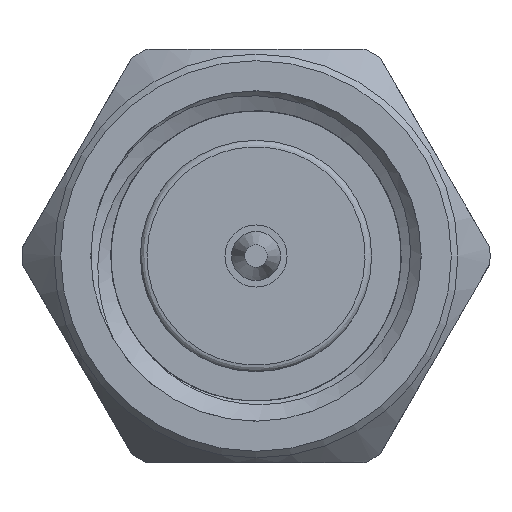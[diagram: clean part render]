
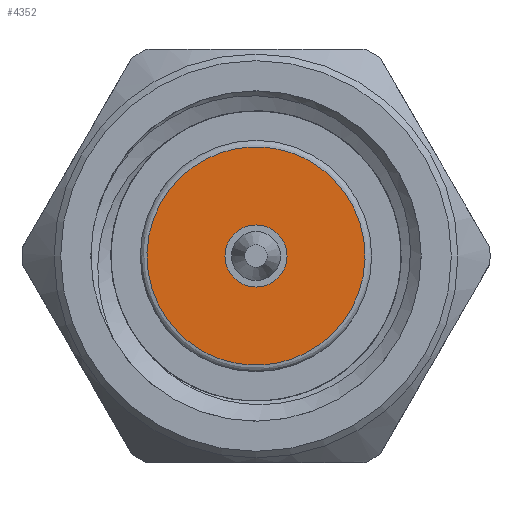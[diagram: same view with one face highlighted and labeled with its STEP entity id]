
A CAD part, left-side view. The second image highlights one B-rep face of the part: STEP entity #4352.
In plain terms, the highlighted planar face has unit normal (-1, 0, 0).
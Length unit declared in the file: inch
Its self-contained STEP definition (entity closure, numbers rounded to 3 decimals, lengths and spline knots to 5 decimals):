
#575 = FACE_OUTER_BOUND ( 'NONE', #3857, .T. ) ;
#681 = CARTESIAN_POINT ( 'NONE',  ( 0.1, -0.04125, 0.07145 ) ) ;
#897 = EDGE_LOOP ( 'NONE', ( #3693 ) ) ;
#919 = PLANE ( 'NONE',  #3793 ) ;
#1146 = VERTEX_POINT ( 'NONE', #1567 ) ;
#1338 = FACE_BOUND ( 'NONE', #897, .T. ) ;
#1414 = EDGE_CURVE ( 'NONE', #2739, #5241, #3041, .T. ) ;
#1418 = CARTESIAN_POINT ( 'NONE',  ( 0.1, -0.18414, -0.01105 ) ) ;
#1432 = CARTESIAN_POINT ( 'NONE',  ( 0.1, 0., 0. ) ) ;
#1567 = CARTESIAN_POINT ( 'NONE',  ( 0.1, 0.01175, -0.02035 ) ) ;
#2159 = CARTESIAN_POINT ( 'NONE',  ( 0.1, -0.10164, -0.15395 ) ) ;
#2163 = DIRECTION ( 'NONE',  ( 1., 0., 0. ) ) ;
#2201 = CARTESIAN_POINT ( 'NONE',  ( 0.1, 0.04125, -0.07145 ) ) ;
#2285 = EDGE_CURVE ( 'NONE', #1146, #1146, #3211, .T. ) ;
#2306 = DIRECTION ( 'NONE',  ( 0., 0.5, -0.866 ) ) ;
#2355 = CARTESIAN_POINT ( 'NONE',  ( 0.1, 0.04125, -0.07145 ) ) ;
#2634 = CARTESIAN_POINT ( 'NONE',  ( 0.1, 0., 0. ) ) ;
#2739 = VERTEX_POINT ( 'NONE', #5248 ) ;
#2951 = AXIS2_PLACEMENT_3D ( 'NONE', #1432, #3109, #2306 ) ;
#3041 =( BOUNDED_CURVE ( )  B_SPLINE_CURVE ( 3, ( #3066, #1418, #2159, #3413 ),
 .UNSPECIFIED., .F., .T. ) 
 B_SPLINE_CURVE_WITH_KNOTS ( ( 4, 4 ),
 ( 0., 1. ),
 .UNSPECIFIED. ) 
 CURVE ( )  GEOMETRIC_REPRESENTATION_ITEM ( )  RATIONAL_B_SPLINE_CURVE ( ( 1., 0.333, 0.333, 1. ) ) 
 REPRESENTATION_ITEM ( '' )  );
#3066 = CARTESIAN_POINT ( 'NONE',  ( 0.1, -0.04125, 0.07145 ) ) ;
#3109 = DIRECTION ( 'NONE',  ( -1., 0., 0. ) ) ;
#3211 = CIRCLE ( 'NONE', #2951, 0.0235 ) ;
#3217 =( BOUNDED_CURVE ( )  B_SPLINE_CURVE ( 3, ( #2355, #4419, #3650, #681 ),
 .UNSPECIFIED., .F., .T. ) 
 B_SPLINE_CURVE_WITH_KNOTS ( ( 4, 4 ),
 ( 0., 1. ),
 .UNSPECIFIED. ) 
 CURVE ( )  GEOMETRIC_REPRESENTATION_ITEM ( )  RATIONAL_B_SPLINE_CURVE ( ( 1., 0.333, 0.333, 1. ) ) 
 REPRESENTATION_ITEM ( '' )  );
#3413 = CARTESIAN_POINT ( 'NONE',  ( 0.1, 0.04125, -0.07145 ) ) ;
#3538 = ORIENTED_EDGE ( 'NONE', *, *, #1414, .F. ) ;
#3650 = CARTESIAN_POINT ( 'NONE',  ( 0.1, 0.10164, 0.15395 ) ) ;
#3693 = ORIENTED_EDGE ( 'NONE', *, *, #2285, .F. ) ;
#3793 = AXIS2_PLACEMENT_3D ( 'NONE', #2634, #2163, #4300 ) ;
#3857 = EDGE_LOOP ( 'NONE', ( #4210, #3538 ) ) ;
#4210 = ORIENTED_EDGE ( 'NONE', *, *, #5033, .F. ) ;
#4300 = DIRECTION ( 'NONE',  ( 0., 0., 1. ) ) ;
#4352 = ADVANCED_FACE ( 'NONE', ( #1338, #575 ), #919, .F. ) ;
#4419 = CARTESIAN_POINT ( 'NONE',  ( 0.1, 0.18414, 0.01105 ) ) ;
#5033 = EDGE_CURVE ( 'NONE', #5241, #2739, #3217, .T. ) ;
#5241 = VERTEX_POINT ( 'NONE', #2201 ) ;
#5248 = CARTESIAN_POINT ( 'NONE',  ( 0.1, -0.04125, 0.07145 ) ) ;
